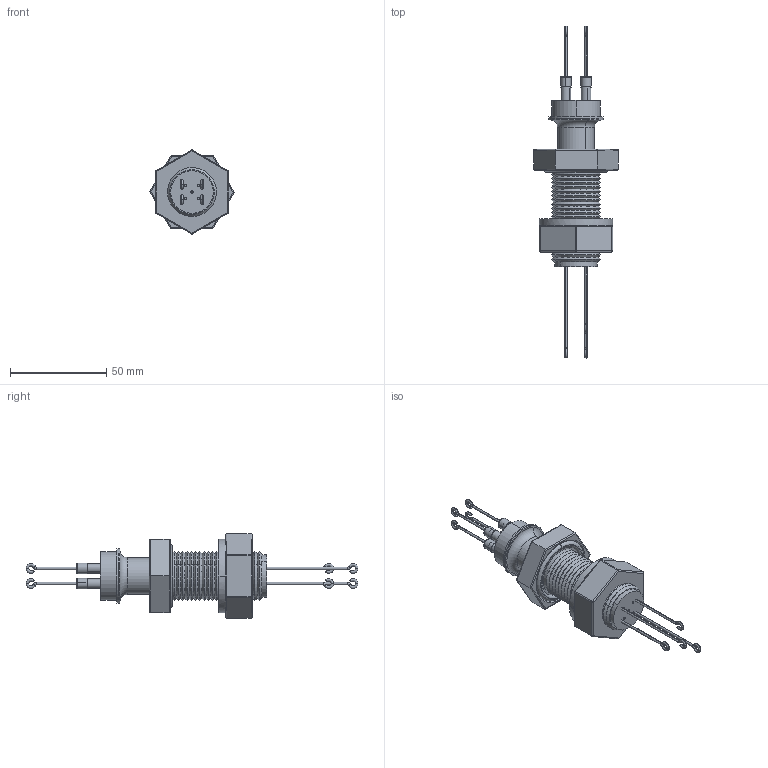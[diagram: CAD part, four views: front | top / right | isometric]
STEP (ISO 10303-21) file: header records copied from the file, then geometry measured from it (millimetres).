
FILE_DESCRIPTION (( 'STEP AP203' ), '1' );
FILE_NAME ('A0446-2-BP.STEP', '2013-04-09T11:35:06', ( '' ), ( '' ), 'SwSTEP 2.0', 'SolidWorks 2012', '' );
FILE_SCHEMA (( 'CONFIG_CONTROL_DESIGN' ));
Length unit declared in the file: inch
Products named in the file (1): A0446-2-BP
Bounding box: 43.99 x 172.85 x 43.8 mm (x, y, z)
Volume: 40510.5 mm3; surface area: 24998.4 mm2
Topology: 3 solids, 7 shells, 350 faces, 728 edges, 416 vertices
Faces by surface type: cylinder 132, torus 70, cone 70, plane 66, sphere 12
Entity records: 9317 total; most frequent: DIRECTION 1868, CARTESIAN_POINT 1519, ORIENTED_EDGE 1440, AXIS2_PLACEMENT_3D 809, EDGE_CURVE 720, CIRCLE 458, VERTEX_POINT 412, EDGE_LOOP 398
